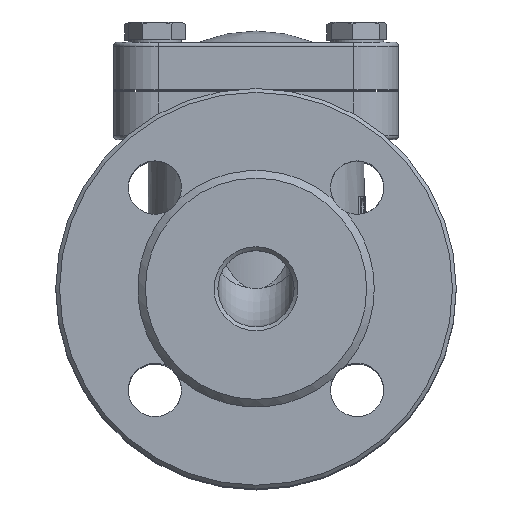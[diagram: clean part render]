
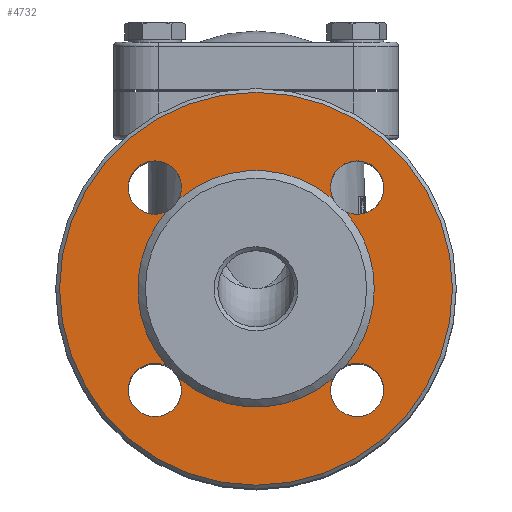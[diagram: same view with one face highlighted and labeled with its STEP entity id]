
A CAD part, top view. The second image highlights one B-rep face of the part: STEP entity #4732.
In plain terms, the highlighted planar face has unit normal (0, 0, 1).
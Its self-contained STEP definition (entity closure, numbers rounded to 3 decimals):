
#354=FACE_BOUND('',#1331,.T.);
#880=PLANE('',#5218);
#1043=FACE_OUTER_BOUND('',#1330,.T.);
#1330=EDGE_LOOP('',(#3431));
#1331=EDGE_LOOP('',(#3432,#3433,#3434,#3435,#3436,#3437,#3438,#3439,#3440,
#3441,#3442,#3443,#3444));
#1689=CIRCLE('',#5203,51.5);
#1696=CIRCLE('',#5213,31.);
#1697=CIRCLE('',#5214,31.);
#1698=CIRCLE('',#5215,31.);
#1699=CIRCLE('',#5216,31.);
#1700=CIRCLE('',#5217,31.);
#1701=CIRCLE('',#5219,7.);
#1702=CIRCLE('',#5220,7.);
#1703=CIRCLE('',#5221,7.);
#1704=CIRCLE('',#5222,7.);
#1705=CIRCLE('',#5223,7.);
#1706=CIRCLE('',#5224,7.);
#1707=CIRCLE('',#5225,7.);
#1708=CIRCLE('',#5226,7.);
#2037=VERTEX_POINT('',#7787);
#2044=VERTEX_POINT('',#7806);
#2045=VERTEX_POINT('',#7807);
#2046=VERTEX_POINT('',#7818);
#2047=VERTEX_POINT('',#7821);
#2048=VERTEX_POINT('',#7823);
#2049=VERTEX_POINT('',#7834);
#2050=VERTEX_POINT('',#7836);
#2051=VERTEX_POINT('',#7847);
#2052=VERTEX_POINT('',#7849);
#2053=VERTEX_POINT('',#7862);
#2054=VERTEX_POINT('',#7865);
#2055=VERTEX_POINT('',#7868);
#2056=VERTEX_POINT('',#7871);
#2553=EDGE_CURVE('',#2037,#2037,#1689,.T.);
#2563=EDGE_CURVE('',#2044,#2046,#1696,.T.);
#2565=EDGE_CURVE('',#2046,#2047,#1697,.T.);
#2567=EDGE_CURVE('',#2048,#2049,#1698,.T.);
#2569=EDGE_CURVE('',#2050,#2051,#1699,.T.);
#2571=EDGE_CURVE('',#2052,#2045,#1700,.T.);
#2572=EDGE_CURVE('',#2052,#2053,#1701,.T.);
#2573=EDGE_CURVE('',#2053,#2051,#1702,.T.);
#2574=EDGE_CURVE('',#2050,#2054,#1703,.T.);
#2575=EDGE_CURVE('',#2054,#2049,#1704,.T.);
#2576=EDGE_CURVE('',#2048,#2055,#1705,.T.);
#2577=EDGE_CURVE('',#2055,#2047,#1706,.T.);
#2578=EDGE_CURVE('',#2044,#2056,#1707,.T.);
#2579=EDGE_CURVE('',#2056,#2045,#1708,.T.);
#3431=ORIENTED_EDGE('',*,*,#2553,.F.);
#3432=ORIENTED_EDGE('',*,*,#2571,.F.);
#3433=ORIENTED_EDGE('',*,*,#2572,.T.);
#3434=ORIENTED_EDGE('',*,*,#2573,.T.);
#3435=ORIENTED_EDGE('',*,*,#2569,.F.);
#3436=ORIENTED_EDGE('',*,*,#2574,.T.);
#3437=ORIENTED_EDGE('',*,*,#2575,.T.);
#3438=ORIENTED_EDGE('',*,*,#2567,.F.);
#3439=ORIENTED_EDGE('',*,*,#2576,.T.);
#3440=ORIENTED_EDGE('',*,*,#2577,.T.);
#3441=ORIENTED_EDGE('',*,*,#2565,.F.);
#3442=ORIENTED_EDGE('',*,*,#2563,.F.);
#3443=ORIENTED_EDGE('',*,*,#2578,.T.);
#3444=ORIENTED_EDGE('',*,*,#2579,.T.);
#4732=ADVANCED_FACE('',(#1043,#354),#880,.T.);
#5203=AXIS2_PLACEMENT_3D('',#7788,#6088,#6089);
#5213=AXIS2_PLACEMENT_3D('',#7819,#6110,#6111);
#5214=AXIS2_PLACEMENT_3D('',#7822,#6113,#6114);
#5215=AXIS2_PLACEMENT_3D('',#7835,#6115,#6116);
#5216=AXIS2_PLACEMENT_3D('',#7848,#6117,#6118);
#5217=AXIS2_PLACEMENT_3D('',#7860,#6119,#6120);
#5218=AXIS2_PLACEMENT_3D('',#7861,#6121,#6122);
#5219=AXIS2_PLACEMENT_3D('',#7863,#6123,#6124);
#5220=AXIS2_PLACEMENT_3D('',#7864,#6125,#6126);
#5221=AXIS2_PLACEMENT_3D('',#7866,#6127,#6128);
#5222=AXIS2_PLACEMENT_3D('',#7867,#6129,#6130);
#5223=AXIS2_PLACEMENT_3D('',#7869,#6131,#6132);
#5224=AXIS2_PLACEMENT_3D('',#7870,#6133,#6134);
#5225=AXIS2_PLACEMENT_3D('',#7872,#6135,#6136);
#5226=AXIS2_PLACEMENT_3D('',#7873,#6137,#6138);
#6088=DIRECTION('center_axis',(0.,0.,-1.));
#6089=DIRECTION('ref_axis',(-1.,0.,0.));
#6110=DIRECTION('center_axis',(0.,0.,1.));
#6111=DIRECTION('ref_axis',(-1.,0.,0.));
#6113=DIRECTION('center_axis',(0.,0.,1.));
#6114=DIRECTION('ref_axis',(-1.,0.,0.));
#6115=DIRECTION('center_axis',(0.,0.,1.));
#6116=DIRECTION('ref_axis',(-1.,0.,0.));
#6117=DIRECTION('center_axis',(0.,0.,1.));
#6118=DIRECTION('ref_axis',(-1.,0.,0.));
#6119=DIRECTION('center_axis',(0.,0.,1.));
#6120=DIRECTION('ref_axis',(-1.,0.,0.));
#6121=DIRECTION('center_axis',(0.,0.,1.));
#6122=DIRECTION('ref_axis',(1.,0.,0.));
#6123=DIRECTION('center_axis',(0.,0.,-1.));
#6124=DIRECTION('ref_axis',(-1.,0.,0.));
#6125=DIRECTION('center_axis',(0.,0.,-1.));
#6126=DIRECTION('ref_axis',(-1.,0.,0.));
#6127=DIRECTION('center_axis',(0.,0.,-1.));
#6128=DIRECTION('ref_axis',(-1.,0.,0.));
#6129=DIRECTION('center_axis',(0.,0.,-1.));
#6130=DIRECTION('ref_axis',(-1.,0.,0.));
#6131=DIRECTION('center_axis',(0.,0.,-1.));
#6132=DIRECTION('ref_axis',(-1.,0.,0.));
#6133=DIRECTION('center_axis',(0.,0.,-1.));
#6134=DIRECTION('ref_axis',(-1.,0.,0.));
#6135=DIRECTION('center_axis',(0.,0.,-1.));
#6136=DIRECTION('ref_axis',(-1.,0.,0.));
#6137=DIRECTION('center_axis',(0.,0.,-1.));
#6138=DIRECTION('ref_axis',(-1.,0.,0.));
#7787=CARTESIAN_POINT('',(51.5,0.,16.5));
#7788=CARTESIAN_POINT('Origin',(0.,0.,16.5));
#7806=CARTESIAN_POINT('',(23.526,-20.188,16.5));
#7807=CARTESIAN_POINT('',(20.188,-23.526,16.5));
#7818=CARTESIAN_POINT('',(31.,0.,16.5));
#7819=CARTESIAN_POINT('Origin',(0.,0.,16.5));
#7821=CARTESIAN_POINT('',(23.526,20.188,16.5));
#7822=CARTESIAN_POINT('Origin',(0.,0.,16.5));
#7823=CARTESIAN_POINT('',(20.188,23.526,16.5));
#7834=CARTESIAN_POINT('',(-20.188,23.526,16.5));
#7835=CARTESIAN_POINT('Origin',(0.,0.,16.5));
#7836=CARTESIAN_POINT('',(-23.526,20.188,16.5));
#7847=CARTESIAN_POINT('',(-23.526,-20.188,16.5));
#7848=CARTESIAN_POINT('Origin',(0.,0.,16.5));
#7849=CARTESIAN_POINT('',(-20.188,-23.526,16.5));
#7860=CARTESIAN_POINT('Origin',(0.,0.,16.5));
#7861=CARTESIAN_POINT('Origin',(0.,0.,16.5));
#7862=CARTESIAN_POINT('',(-19.517,-26.517,16.5));
#7863=CARTESIAN_POINT('Origin',(-26.517,-26.517,16.5));
#7864=CARTESIAN_POINT('Origin',(-26.517,-26.517,16.5));
#7865=CARTESIAN_POINT('',(-19.517,26.517,16.5));
#7866=CARTESIAN_POINT('Origin',(-26.517,26.517,16.5));
#7867=CARTESIAN_POINT('Origin',(-26.517,26.517,16.5));
#7868=CARTESIAN_POINT('',(33.517,26.517,16.5));
#7869=CARTESIAN_POINT('Origin',(26.517,26.517,16.5));
#7870=CARTESIAN_POINT('Origin',(26.517,26.517,16.5));
#7871=CARTESIAN_POINT('',(33.517,-26.517,16.5));
#7872=CARTESIAN_POINT('Origin',(26.517,-26.517,16.5));
#7873=CARTESIAN_POINT('Origin',(26.517,-26.517,16.5));
